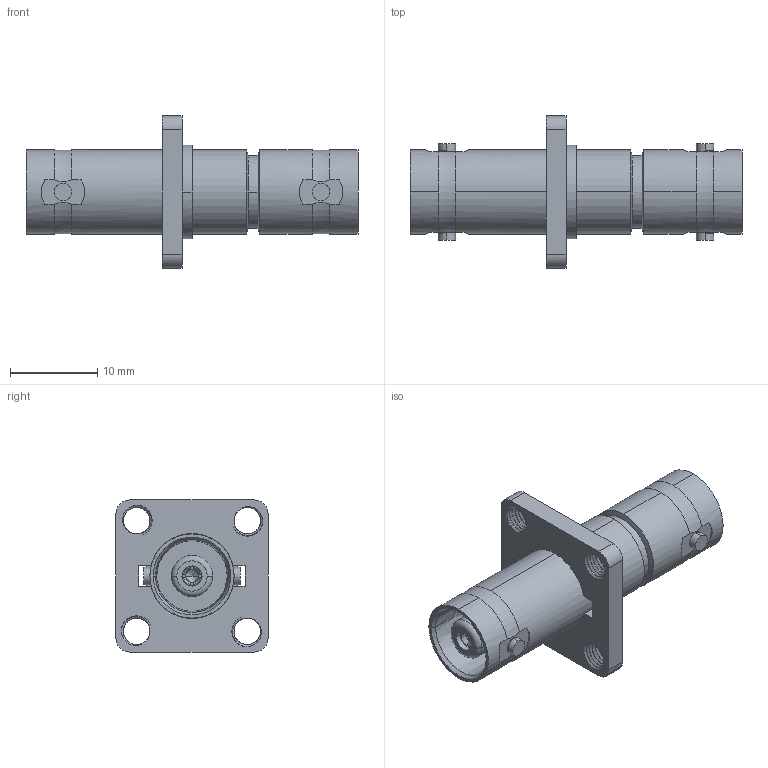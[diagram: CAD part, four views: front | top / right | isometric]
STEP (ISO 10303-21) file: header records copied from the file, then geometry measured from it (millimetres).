
FILE_DESCRIPTION((''),'2;1');
FILE_NAME('12650_SW0001','2020-07-27T18:04:12',('Clement'),(''),'CREO PARAMETRIC BY PTC INC, 2019444','CREO PARAMETRIC BY PTC INC, 2019444','');
FILE_SCHEMA(('CONFIG_CONTROL_DESIGN'));
Length unit declared in the file: millimetre
Products named in the file (1): 12650_SW0001
Bounding box: 38.1 x 17.45 x 17.45 mm (x, y, z)
Volume: 2543.5 mm3; surface area: 3036.4 mm2
Topology: 1 solids, 1 shells, 222 faces, 622 edges, 410 vertices
Faces by surface type: cylinder 92, plane 62, bspline 36, cone 24, torus 8
Entity records: 13307 total; most frequent: CARTESIAN_POINT 7853, ORIENTED_EDGE 1236, DIRECTION 978, EDGE_CURVE 618, VERTEX_POINT 410, AXIS2_PLACEMENT_3D 366, VECTOR 246, LINE 246
